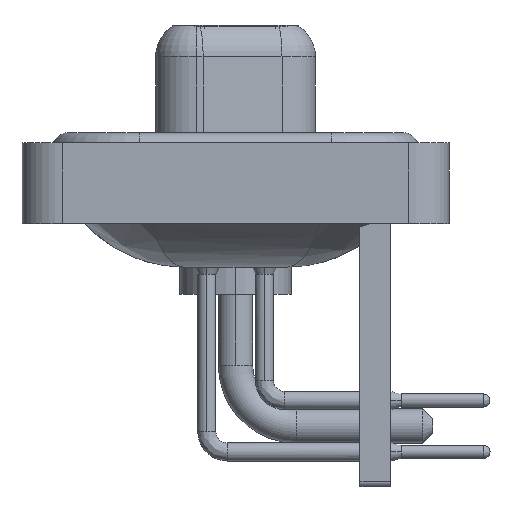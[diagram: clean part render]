
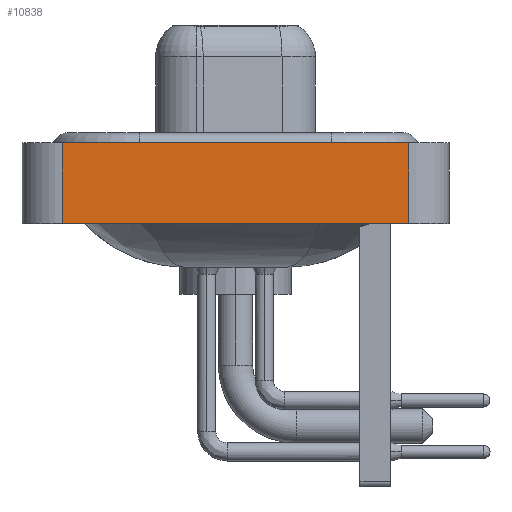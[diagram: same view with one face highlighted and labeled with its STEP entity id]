
A CAD part, left-side view. The second image highlights one B-rep face of the part: STEP entity #10838.
In plain terms, the highlighted planar face has unit normal (-1, 0, 0).
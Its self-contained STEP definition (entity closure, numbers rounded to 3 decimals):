
#280 = VERTEX_POINT ( 'NONE', #11608 ) ;
#487 = DIRECTION ( 'NONE',  ( 0., -1., 0. ) ) ;
#1208 = LINE ( 'NONE', #20195, #12891 ) ;
#2280 = EDGE_CURVE ( 'NONE', #10172, #2500, #5723, .T. ) ;
#2326 = VECTOR ( 'NONE', #487, 1000. ) ;
#2500 = VERTEX_POINT ( 'NONE', #4974 ) ;
#4837 = ORIENTED_EDGE ( 'NONE', *, *, #2280, .F. ) ;
#4974 = CARTESIAN_POINT ( 'NONE',  ( -7.25, 8.55, 0.4 ) ) ;
#5723 = LINE ( 'NONE', #10335, #13365 ) ;
#6574 = CARTESIAN_POINT ( 'NONE',  ( -7.25, -8.55, -3.6 ) ) ;
#7191 = DIRECTION ( 'NONE',  ( 0., 0., 1. ) ) ;
#7960 = CARTESIAN_POINT ( 'NONE',  ( -7.25, -8.55, 0.4 ) ) ;
#9892 = ORIENTED_EDGE ( 'NONE', *, *, #16863, .F. ) ;
#10036 = DIRECTION ( 'NONE',  ( 0., -1., 0. ) ) ;
#10079 = VERTEX_POINT ( 'NONE', #7960 ) ;
#10172 = VERTEX_POINT ( 'NONE', #11239 ) ;
#10335 = CARTESIAN_POINT ( 'NONE',  ( -7.25, 8.55, -3.6 ) ) ;
#10838 = ADVANCED_FACE ( 'NONE', ( #18313 ), #17128, .T. ) ;
#11040 = VECTOR ( 'NONE', #10036, 1000. ) ;
#11099 = ORIENTED_EDGE ( 'NONE', *, *, #12111, .T. ) ;
#11239 = CARTESIAN_POINT ( 'NONE',  ( -7.25, 8.55, -3.6 ) ) ;
#11537 = ORIENTED_EDGE ( 'NONE', *, *, #16884, .T. ) ;
#11608 = CARTESIAN_POINT ( 'NONE',  ( -7.25, -8.55, -3.6 ) ) ;
#12043 = CARTESIAN_POINT ( 'NONE',  ( -7.25, -8.55, -3.6 ) ) ;
#12111 = EDGE_CURVE ( 'NONE', #280, #10079, #1208, .T. ) ;
#12507 = AXIS2_PLACEMENT_3D ( 'NONE', #12043, #18731, #16816 ) ;
#12891 = VECTOR ( 'NONE', #15270, 1000. ) ;
#13365 = VECTOR ( 'NONE', #7191, 1000. ) ;
#14433 = CARTESIAN_POINT ( 'NONE',  ( -7.25, -8.55, 0.4 ) ) ;
#14842 = LINE ( 'NONE', #14433, #11040 ) ;
#15270 = DIRECTION ( 'NONE',  ( 0., 0., 1. ) ) ;
#16095 = LINE ( 'NONE', #6574, #2326 ) ;
#16816 = DIRECTION ( 'NONE',  ( 0., 0., 1. ) ) ;
#16863 = EDGE_CURVE ( 'NONE', #2500, #10079, #14842, .T. ) ;
#16884 = EDGE_CURVE ( 'NONE', #10172, #280, #16095, .T. ) ;
#17128 = PLANE ( 'NONE',  #12507 ) ;
#17688 = EDGE_LOOP ( 'NONE', ( #11099, #9892, #4837, #11537 ) ) ;
#18313 = FACE_OUTER_BOUND ( 'NONE', #17688, .T. ) ;
#18731 = DIRECTION ( 'NONE',  ( -1., 0., 0. ) ) ;
#20195 = CARTESIAN_POINT ( 'NONE',  ( -7.25, -8.55, -3.6 ) ) ;
